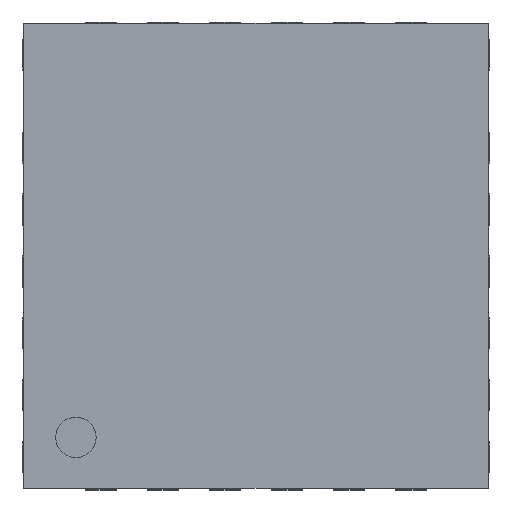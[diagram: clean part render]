
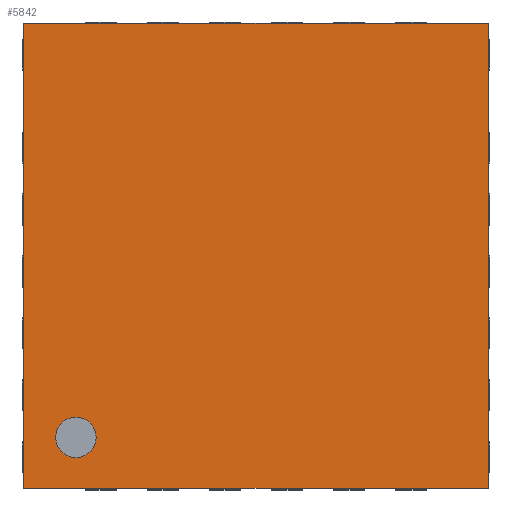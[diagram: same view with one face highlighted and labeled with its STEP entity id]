
A CAD part, top view. The second image highlights one B-rep face of the part: STEP entity #5842.
In plain terms, the highlighted planar face has unit normal (0, 0, 1).
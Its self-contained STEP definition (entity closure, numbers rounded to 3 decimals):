
#552 = VERTEX_POINT ( 'NONE', #9761 ) ;
#646 = VECTOR ( 'NONE', #2493, 1000. ) ;
#676 = CARTESIAN_POINT ( 'NONE',  ( -1.162, -1.172, 0.75 ) ) ;
#741 = CARTESIAN_POINT ( 'NONE',  ( -1.032, -1.172, 0.75 ) ) ;
#1221 = CARTESIAN_POINT ( 'NONE',  ( -1.162, -1.172, 0.75 ) ) ;
#1282 = EDGE_CURVE ( 'NONE', #4775, #552, #3115, .T. ) ;
#1387 = DIRECTION ( 'NONE',  ( 0., -1., 0. ) ) ;
#1437 = FACE_OUTER_BOUND ( 'NONE', #7091, .T. ) ;
#1571 = ORIENTED_EDGE ( 'NONE', *, *, #4661, .T. ) ;
#1577 = LINE ( 'NONE', #5724, #4452 ) ;
#1924 = CIRCLE ( 'NONE', #8074, 0.13 ) ;
#2012 = CARTESIAN_POINT ( 'NONE',  ( -1.292, -1.172, 0.75 ) ) ;
#2075 = VECTOR ( 'NONE', #9279, 1000. ) ;
#2493 = DIRECTION ( 'NONE',  ( 0., 1., 0. ) ) ;
#2750 = CARTESIAN_POINT ( 'NONE',  ( -1.5, 1.5, 0.75 ) ) ;
#3013 = PLANE ( 'NONE',  #4793 ) ;
#3062 = FACE_BOUND ( 'NONE', #3492, .T. ) ;
#3115 = LINE ( 'NONE', #5652, #646 ) ;
#3212 = DIRECTION ( 'NONE',  ( 0., 0., 1. ) ) ;
#3225 = CARTESIAN_POINT ( 'NONE',  ( 0., 0., 0.75 ) ) ;
#3414 = VERTEX_POINT ( 'NONE', #741 ) ;
#3492 = EDGE_LOOP ( 'NONE', ( #4942, #8699 ) ) ;
#3529 = ORIENTED_EDGE ( 'NONE', *, *, #10371, .T. ) ;
#3550 = VERTEX_POINT ( 'NONE', #2012 ) ;
#4452 = VECTOR ( 'NONE', #10511, 1000. ) ;
#4661 = EDGE_CURVE ( 'NONE', #552, #7795, #6775, .T. ) ;
#4681 = CIRCLE ( 'NONE', #7774, 0.13 ) ;
#4775 = VERTEX_POINT ( 'NONE', #5432 ) ;
#4793 = AXIS2_PLACEMENT_3D ( 'NONE', #3225, #4858, #8156 ) ;
#4858 = DIRECTION ( 'NONE',  ( 0., 0., 1. ) ) ;
#4942 = ORIENTED_EDGE ( 'NONE', *, *, #7598, .F. ) ;
#5397 = CARTESIAN_POINT ( 'NONE',  ( -1.5, 1.5, 0.75 ) ) ;
#5432 = CARTESIAN_POINT ( 'NONE',  ( 1.5, -1.5, 0.75 ) ) ;
#5602 = DIRECTION ( 'NONE',  ( 0., 0., 1. ) ) ;
#5652 = CARTESIAN_POINT ( 'NONE',  ( 1.5, 1.5, 0.75 ) ) ;
#5724 = CARTESIAN_POINT ( 'NONE',  ( -1.5, -1.5, 0.75 ) ) ;
#5842 = ADVANCED_FACE ( 'NONE', ( #1437, #3062 ), #3013, .T. ) ;
#5936 = CARTESIAN_POINT ( 'NONE',  ( -1.5, 1.5, 0.75 ) ) ;
#6068 = EDGE_CURVE ( 'NONE', #3550, #3414, #1924, .T. ) ;
#6226 = ORIENTED_EDGE ( 'NONE', *, *, #6593, .T. ) ;
#6553 = VECTOR ( 'NONE', #1387, 1000. ) ;
#6593 = EDGE_CURVE ( 'NONE', #7265, #4775, #1577, .T. ) ;
#6775 = LINE ( 'NONE', #2750, #2075 ) ;
#7091 = EDGE_LOOP ( 'NONE', ( #8355, #1571, #3529, #6226 ) ) ;
#7265 = VERTEX_POINT ( 'NONE', #9136 ) ;
#7598 = EDGE_CURVE ( 'NONE', #3414, #3550, #4681, .T. ) ;
#7774 = AXIS2_PLACEMENT_3D ( 'NONE', #676, #5602, #8953 ) ;
#7795 = VERTEX_POINT ( 'NONE', #5936 ) ;
#7922 = DIRECTION ( 'NONE',  ( 1., 0., 0. ) ) ;
#8074 = AXIS2_PLACEMENT_3D ( 'NONE', #1221, #3212, #7922 ) ;
#8156 = DIRECTION ( 'NONE',  ( 1., 0., 0. ) ) ;
#8355 = ORIENTED_EDGE ( 'NONE', *, *, #1282, .T. ) ;
#8633 = LINE ( 'NONE', #5397, #6553 ) ;
#8699 = ORIENTED_EDGE ( 'NONE', *, *, #6068, .F. ) ;
#8953 = DIRECTION ( 'NONE',  ( 1., 0., 0. ) ) ;
#9136 = CARTESIAN_POINT ( 'NONE',  ( -1.5, -1.5, 0.75 ) ) ;
#9279 = DIRECTION ( 'NONE',  ( -1., 0., 0. ) ) ;
#9761 = CARTESIAN_POINT ( 'NONE',  ( 1.5, 1.5, 0.75 ) ) ;
#10371 = EDGE_CURVE ( 'NONE', #7795, #7265, #8633, .T. ) ;
#10511 = DIRECTION ( 'NONE',  ( 1., 0., 0. ) ) ;
